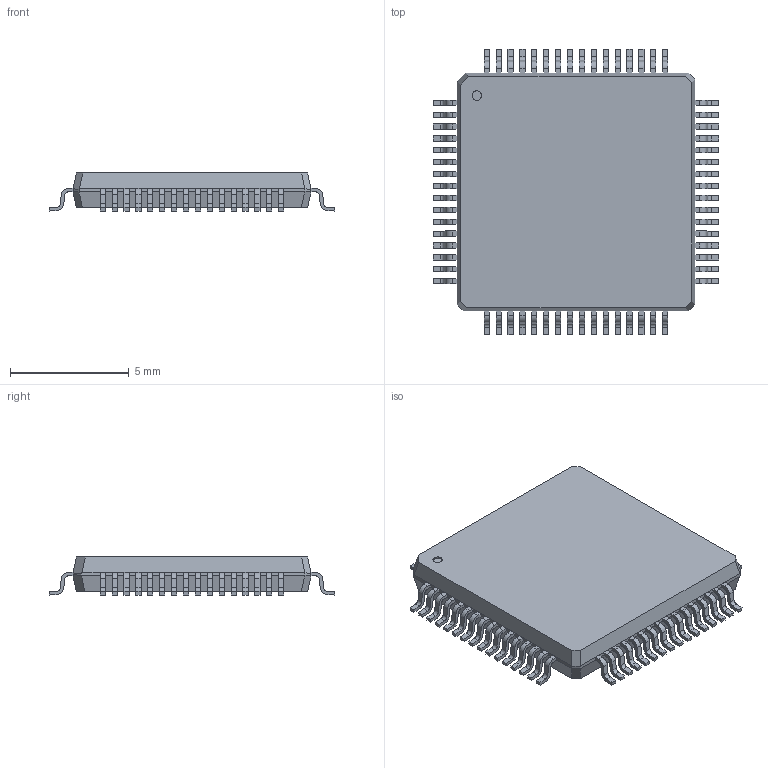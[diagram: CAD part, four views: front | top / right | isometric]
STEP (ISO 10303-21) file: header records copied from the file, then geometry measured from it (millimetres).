
FILE_DESCRIPTION(/* description */ (''),/* implementation_level */ '2;1');
FILE_NAME(/* name */ '64-LQFP.step',/* time_stamp */ '2021-08-17T20:54:07+08:00',/* author */ (''),/* organization */ (''),/* preprocessor_version */ 'ST-DEVELOPER v18.1',/* originating_system */ 'Autodesk Translation Framework v10.9.0.1377',/* authorisation */ '');
FILE_SCHEMA (('AUTOMOTIVE_DESIGN { 1 0 10303 214 3 1 1 }'));
Length unit declared in the file: millimetre
Products named in the file (1): (Unsaved)
Bounding box: 12.02 x 12.02 x 1.6 mm (x, y, z)
Volume: 144.3 mm3; surface area: 323.1 mm2
Topology: 65 solids, 65 shells, 924 faces, 2379 edges, 1586 vertices
Faces by surface type: plane 667, cylinder 257
Full cylindrical faces by diameter (mm): 0.4 x1
Entity records: 27981 total; most frequent: CARTESIAN_POINT 4890, ORIENTED_EDGE 4758, DIRECTION 4743, EDGE_CURVE 2379, LINE 1865, VECTOR 1865, VERTEX_POINT 1586, AXIS2_PLACEMENT_3D 1439
